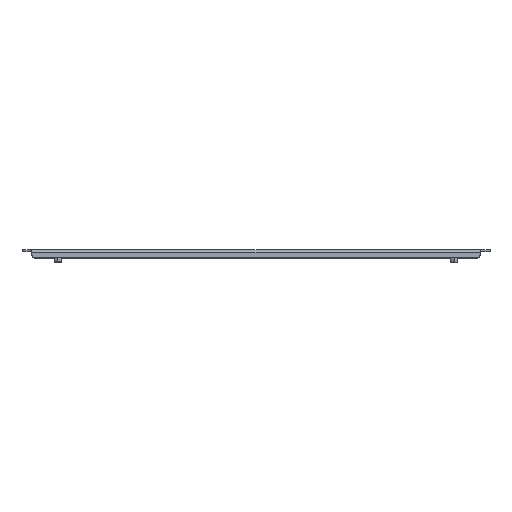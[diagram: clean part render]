
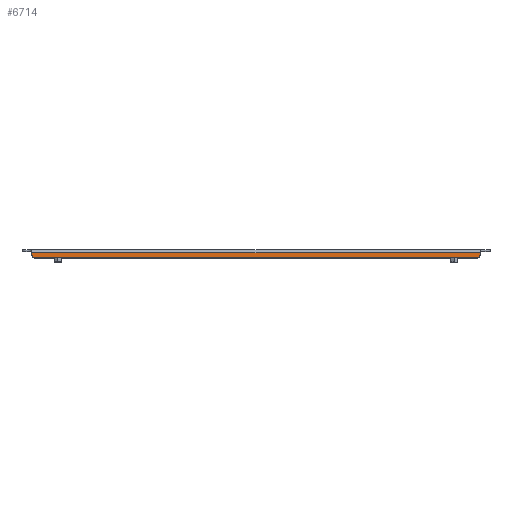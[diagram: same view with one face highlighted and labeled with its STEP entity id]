
A CAD part, top view. The second image highlights one B-rep face of the part: STEP entity #6714.
In plain terms, the highlighted planar face has unit normal (0, 0, 1).
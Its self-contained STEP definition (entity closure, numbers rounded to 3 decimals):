
#103 = CIRCLE ( 'NONE', #7012, 5. ) ;
#147 = CARTESIAN_POINT ( 'NONE',  ( 295., -10., 195. ) ) ;
#174 = ORIENTED_EDGE ( 'NONE', *, *, #4643, .F. ) ;
#458 = CARTESIAN_POINT ( 'NONE',  ( 283., -5., 195. ) ) ;
#995 = VERTEX_POINT ( 'NONE', #1201 ) ;
#1073 = VECTOR ( 'NONE', #3415, 1000. ) ;
#1145 = CIRCLE ( 'NONE', #3811, 5. ) ;
#1201 = CARTESIAN_POINT ( 'NONE',  ( 283., -3.5, 195. ) ) ;
#1207 = EDGE_LOOP ( 'NONE', ( #5895, #1487, #5495, #5677, #174, #5719 ) ) ;
#1487 = ORIENTED_EDGE ( 'NONE', *, *, #4320, .T. ) ;
#1492 = CARTESIAN_POINT ( 'NONE',  ( -278., -10., 195. ) ) ;
#1628 = EDGE_CURVE ( 'NONE', #995, #5531, #4333, .T. ) ;
#1663 = CARTESIAN_POINT ( 'NONE',  ( 283., 23.978, 195. ) ) ;
#1980 = VERTEX_POINT ( 'NONE', #4638 ) ;
#2257 = DIRECTION ( 'NONE',  ( 0., -1., 0. ) ) ;
#2840 = CARTESIAN_POINT ( 'NONE',  ( -283., 23.978, 195. ) ) ;
#3098 = DIRECTION ( 'NONE',  ( -1., 0., 0. ) ) ;
#3296 = EDGE_CURVE ( 'NONE', #1980, #6902, #103, .T. ) ;
#3415 = DIRECTION ( 'NONE',  ( 0., 1., 0. ) ) ;
#3443 = EDGE_CURVE ( 'NONE', #7014, #5531, #6126, .T. ) ;
#3558 = VECTOR ( 'NONE', #5720, 1000. ) ;
#3588 = PLANE ( 'NONE',  #6122 ) ;
#3644 = LINE ( 'NONE', #147, #6974 ) ;
#3811 = AXIS2_PLACEMENT_3D ( 'NONE', #5167, #6382, #2257 ) ;
#3898 = LINE ( 'NONE', #1663, #3558 ) ;
#4151 = CARTESIAN_POINT ( 'NONE',  ( 0., 191.978, 195. ) ) ;
#4320 = EDGE_CURVE ( 'NONE', #7014, #6742, #1145, .T. ) ;
#4333 = LINE ( 'NONE', #5468, #5935 ) ;
#4638 = CARTESIAN_POINT ( 'NONE',  ( 278., -10., 195. ) ) ;
#4643 = EDGE_CURVE ( 'NONE', #995, #6902, #3898, .T. ) ;
#4825 = DIRECTION ( 'NONE',  ( 0., 0., 1. ) ) ;
#5167 = CARTESIAN_POINT ( 'NONE',  ( -278., -5., 195. ) ) ;
#5359 = FACE_OUTER_BOUND ( 'NONE', #1207, .T. ) ;
#5468 = CARTESIAN_POINT ( 'NONE',  ( 0., -3.5, 195. ) ) ;
#5495 = ORIENTED_EDGE ( 'NONE', *, *, #5978, .T. ) ;
#5523 = CARTESIAN_POINT ( 'NONE',  ( 278., -5., 195. ) ) ;
#5531 = VERTEX_POINT ( 'NONE', #7206 ) ;
#5677 = ORIENTED_EDGE ( 'NONE', *, *, #3296, .T. ) ;
#5719 = ORIENTED_EDGE ( 'NONE', *, *, #1628, .T. ) ;
#5720 = DIRECTION ( 'NONE',  ( 0., -1., 0. ) ) ;
#5895 = ORIENTED_EDGE ( 'NONE', *, *, #3443, .F. ) ;
#5935 = VECTOR ( 'NONE', #3098, 1000. ) ;
#5978 = EDGE_CURVE ( 'NONE', #6742, #1980, #3644, .T. ) ;
#6088 = DIRECTION ( 'NONE',  ( 0., -1., 0. ) ) ;
#6122 = AXIS2_PLACEMENT_3D ( 'NONE', #4151, #4825, #6535 ) ;
#6126 = LINE ( 'NONE', #2840, #1073 ) ;
#6382 = DIRECTION ( 'NONE',  ( 0., 0., 1. ) ) ;
#6513 = DIRECTION ( 'NONE',  ( 1., 0., 0. ) ) ;
#6535 = DIRECTION ( 'NONE',  ( 0., -1., 0. ) ) ;
#6557 = DIRECTION ( 'NONE',  ( 0., 0., 1. ) ) ;
#6714 = ADVANCED_FACE ( 'NONE', ( #5359 ), #3588, .T. ) ;
#6742 = VERTEX_POINT ( 'NONE', #1492 ) ;
#6902 = VERTEX_POINT ( 'NONE', #458 ) ;
#6974 = VECTOR ( 'NONE', #6513, 1000. ) ;
#7012 = AXIS2_PLACEMENT_3D ( 'NONE', #5523, #6557, #6088 ) ;
#7014 = VERTEX_POINT ( 'NONE', #7062 ) ;
#7062 = CARTESIAN_POINT ( 'NONE',  ( -283., -5., 195. ) ) ;
#7206 = CARTESIAN_POINT ( 'NONE',  ( -283., -3.5, 195. ) ) ;
